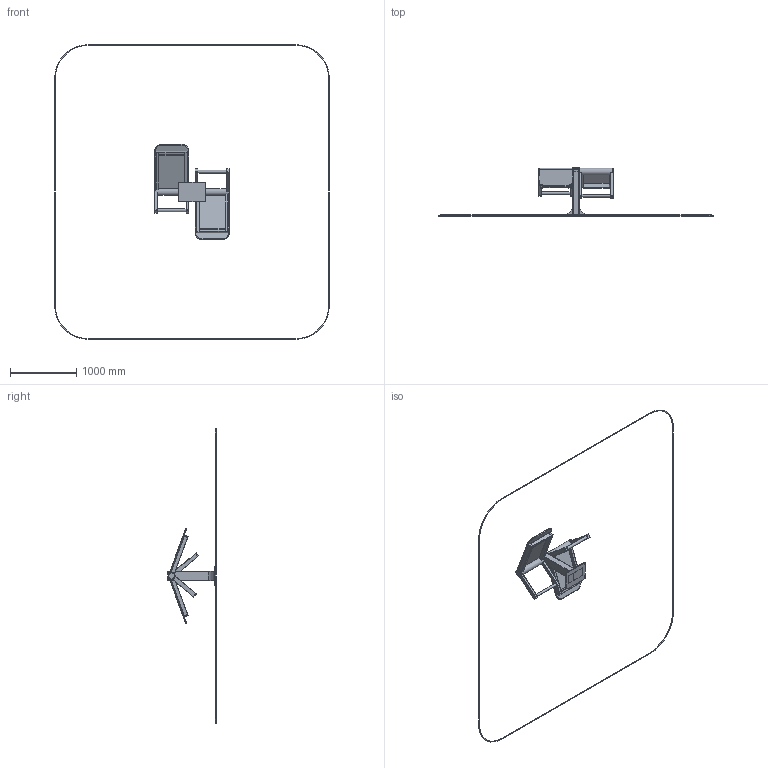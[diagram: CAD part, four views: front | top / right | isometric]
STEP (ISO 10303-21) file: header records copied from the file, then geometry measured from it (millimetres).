
FILE_DESCRIPTION(('STEP AP214'), '1');
FILE_NAME('òðåíàæåð_Æèì ëåæà äâîéíîé', '', ('UNSPECIFIED'), ('UNSPECIFIED'), 'C3D Converter', 'C3D Toolkit', '');
FILE_SCHEMA(('AUTOMOTIVE_DESIGN { 1 0 10303 214 3 1 1}'));
Length unit declared in the file: millimetre
Products named in the file (28): УТ-20.1.14.01.00; -01; НФ-00004914; 00-00001309; НФ-00002187; ФК-03.03
Assembly tree (54 placements, depth 4):
  (unnamed)
    УТ-20.1.14.01.00
      (unnamed)
      (unnamed)  x2
      (unnamed)  x2
      (unnamed)  x4
      (unnamed)  x2
      (unnamed)  x2
      (unnamed)  x2
      (unnamed)
      (unnamed)  x2
      (unnamed)
      -01
      -01  x2
    НФ-00004914
    00-00001309  x2
    НФ-00002187  x8
    (unnamed)  x2
    (unnamed)
    (unnamed)
      (unnamed)
        ФК-03.03  x4
        (unnamed)  x2
        (unnamed)  x2
      (unnamed)  x4
        (unnamed)
        (unnamed)
        (unnamed)
Bounding box: 4128 x 722 x 4430.35 mm (x, y, z)
Volume: 21593081.4 mm3; surface area: 5996723.4 mm2
Topology: 37 solids, 37 shells, 502 faces, 1186 edges, 780 vertices
Faces by surface type: plane 328, cylinder 158, torus 16
Full cylindrical faces by diameter (mm): 36.4 x2, 42 x2, 92 x2, 95 x2, 96 x2, 102 x4
Entity records: 11058 total; most frequent: CARTESIAN_POINT 1768, DIRECTION 1212, ORIENTED_EDGE 1028, EDGE_CURVE 514, AXIS2_PLACEMENT_3D 434, LINE 344, VECTOR 344, VERTEX_POINT 342
